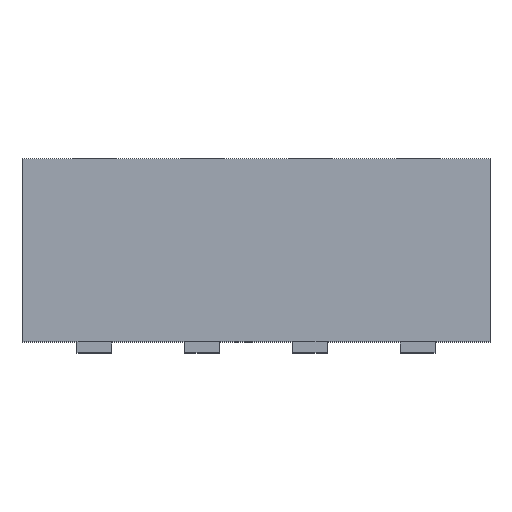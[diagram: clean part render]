
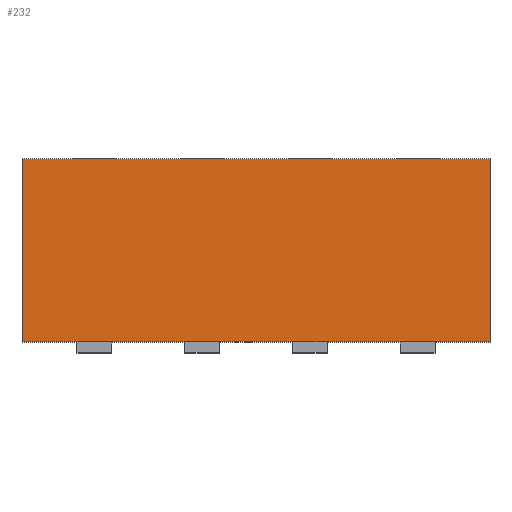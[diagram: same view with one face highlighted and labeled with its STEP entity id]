
A CAD part, top view. The second image highlights one B-rep face of the part: STEP entity #232.
In plain terms, the highlighted planar face has unit normal (0, 0, 1).
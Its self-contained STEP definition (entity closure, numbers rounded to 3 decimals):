
#120=VERTEX_POINT('',#121);
#121=CARTESIAN_POINT('',(5.512,0.0,1.524));
#127=EDGE_CURVE('',#120,#128,#130,.F.);
#128=VERTEX_POINT('',#129);
#129=CARTESIAN_POINT('',(0.0,0.0,1.524));
#130=LINE('',#131,#132);
#131=CARTESIAN_POINT('',(0.0,0.0,1.524));
#132=VECTOR('',#133,1.0);
#133=DIRECTION('',(1.0,0.0,0.0));
#158=EDGE_CURVE('',#128,#159,#161,.F.);
#159=VERTEX_POINT('',#160);
#160=CARTESIAN_POINT('',(0.0,2.159,1.524));
#161=LINE('',#162,#163);
#162=CARTESIAN_POINT('',(0.0,2.159,1.524));
#163=VECTOR('',#164,1.0);
#164=DIRECTION('',(0.0,-1.0,0.0));
#232=ADVANCED_FACE('',(#233),#251,.F.);
#233=FACE_BOUND('',#234,.T.);
#234=EDGE_LOOP('',(#235,#236,#244,#250));
#235=ORIENTED_EDGE('',*,*,#127,.F.);
#236=ORIENTED_EDGE('',*,*,#237,.T.);
#237=EDGE_CURVE('',#120,#238,#240,.F.);
#238=VERTEX_POINT('',#239);
#239=CARTESIAN_POINT('',(5.512,2.159,1.524));
#240=LINE('',#241,#242);
#241=CARTESIAN_POINT('',(5.512,2.159,1.524));
#242=VECTOR('',#243,1.0);
#243=DIRECTION('',(0.0,-1.0,0.0));
#244=ORIENTED_EDGE('',*,*,#245,.T.);
#245=EDGE_CURVE('',#238,#159,#246,.F.);
#246=LINE('',#247,#248);
#247=CARTESIAN_POINT('',(0.0,2.159,1.524));
#248=VECTOR('',#249,1.0);
#249=DIRECTION('',(1.0,0.0,0.0));
#250=ORIENTED_EDGE('',*,*,#158,.F.);
#251=PLANE('',#252);
#252=AXIS2_PLACEMENT_3D('',#253,#254,#255);
#253=CARTESIAN_POINT('',(0.0,2.159,1.524));
#254=DIRECTION('',(0.0,0.0,-1.0));
#255=DIRECTION('',(-1.0,0.0,0.0));
